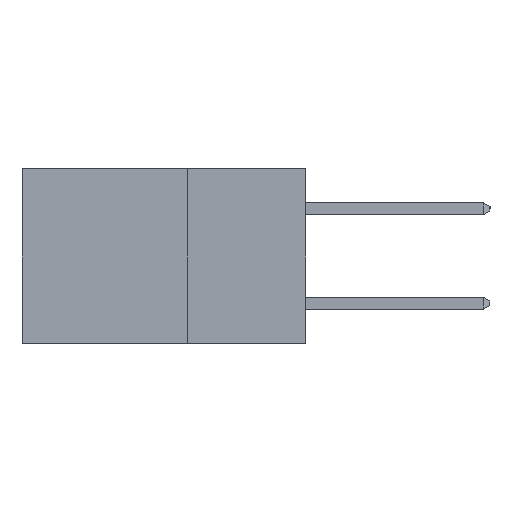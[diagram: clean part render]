
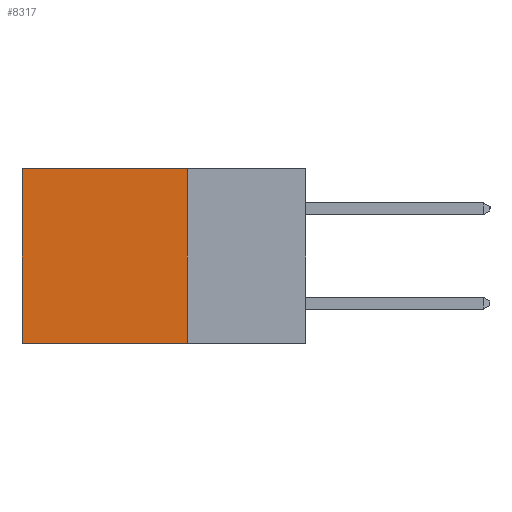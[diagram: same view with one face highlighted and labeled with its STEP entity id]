
A CAD part, left-side view. The second image highlights one B-rep face of the part: STEP entity #8317.
In plain terms, the highlighted planar face has unit normal (-1, 0, 0).
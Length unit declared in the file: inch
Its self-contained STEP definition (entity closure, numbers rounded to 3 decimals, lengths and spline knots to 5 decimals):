
#735 = VERTEX_POINT ( 'NONE', #1409 ) ;
#1266 = CARTESIAN_POINT ( 'NONE',  ( 0.2615, 0.6, -0.37 ) ) ;
#1409 = CARTESIAN_POINT ( 'NONE',  ( 0.2615, 0.25, 0. ) ) ;
#1877 = EDGE_CURVE ( 'NONE', #735, #4337, #2653, .T. ) ;
#2349 = DIRECTION ( 'NONE',  ( 0., 1., 0. ) ) ;
#2564 = DIRECTION ( 'NONE',  ( 0., 0., -1. ) ) ;
#2653 = LINE ( 'NONE', #7706, #10571 ) ;
#4337 = VERTEX_POINT ( 'NONE', #4491 ) ;
#4484 = ORIENTED_EDGE ( 'NONE', *, *, #1877, .T. ) ;
#4491 = CARTESIAN_POINT ( 'NONE',  ( 0.2615, 0.6, 0. ) ) ;
#5059 = LINE ( 'NONE', #12865, #5232 ) ;
#5232 = VECTOR ( 'NONE', #2564, 39.37008 ) ;
#6389 = AXIS2_PLACEMENT_3D ( 'NONE', #8537, #8286, #16196 ) ;
#6605 = VECTOR ( 'NONE', #2349, 39.37008 ) ;
#6661 = ORIENTED_EDGE ( 'NONE', *, *, #8379, .F. ) ;
#6713 = EDGE_LOOP ( 'NONE', ( #14997, #12171, #6661, #4484 ) ) ;
#7706 = CARTESIAN_POINT ( 'NONE',  ( 0.2615, 0.25, 0. ) ) ;
#8049 = VERTEX_POINT ( 'NONE', #1266 ) ;
#8286 = DIRECTION ( 'NONE',  ( 1., 0., 0. ) ) ;
#8317 = ADVANCED_FACE ( 'NONE', ( #12068 ), #9760, .F. ) ;
#8379 = EDGE_CURVE ( 'NONE', #735, #12636, #11090, .T. ) ;
#8537 = CARTESIAN_POINT ( 'NONE',  ( 0.2615, 0.25, -0.37 ) ) ;
#9250 = VECTOR ( 'NONE', #12407, 39.37008 ) ;
#9737 = EDGE_CURVE ( 'NONE', #4337, #8049, #5059, .T. ) ;
#9760 = PLANE ( 'NONE',  #6389 ) ;
#10571 = VECTOR ( 'NONE', #11548, 39.37008 ) ;
#11090 = LINE ( 'NONE', #14887, #9250 ) ;
#11442 = CARTESIAN_POINT ( 'NONE',  ( 0.2615, 0.25, -0.37 ) ) ;
#11548 = DIRECTION ( 'NONE',  ( 0., 1., 0. ) ) ;
#12068 = FACE_OUTER_BOUND ( 'NONE', #6713, .T. ) ;
#12171 = ORIENTED_EDGE ( 'NONE', *, *, #13279, .F. ) ;
#12407 = DIRECTION ( 'NONE',  ( 0., 0., -1. ) ) ;
#12636 = VERTEX_POINT ( 'NONE', #11442 ) ;
#12865 = CARTESIAN_POINT ( 'NONE',  ( 0.2615, 0.6, -0.37 ) ) ;
#13279 = EDGE_CURVE ( 'NONE', #12636, #8049, #14656, .T. ) ;
#13407 = CARTESIAN_POINT ( 'NONE',  ( 0.2615, 0.25, -0.37 ) ) ;
#14656 = LINE ( 'NONE', #13407, #6605 ) ;
#14887 = CARTESIAN_POINT ( 'NONE',  ( 0.2615, 0.25, -0.37 ) ) ;
#14997 = ORIENTED_EDGE ( 'NONE', *, *, #9737, .T. ) ;
#16196 = DIRECTION ( 'NONE',  ( 0., 0., -1. ) ) ;
